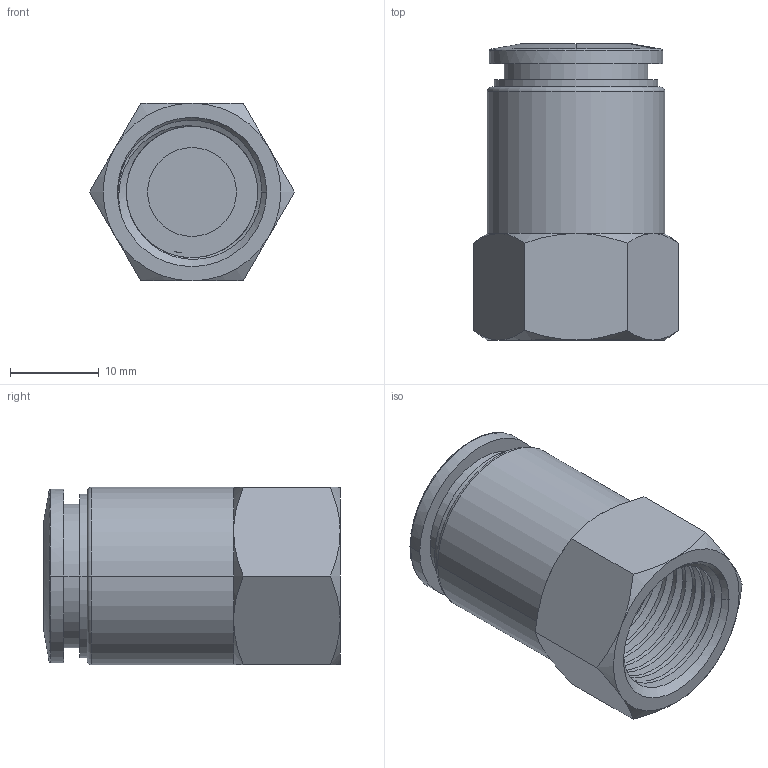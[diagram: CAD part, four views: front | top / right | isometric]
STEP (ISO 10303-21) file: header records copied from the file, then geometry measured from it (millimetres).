
FILE_DESCRIPTION((''),'2;1');
FILE_NAME('PCF12-G03_ASM','2023-10-23T22:28:29',('wang'),(''),'CREO PARAMETRIC BY PTC INC, 2023073','CREO PARAMETRIC BY PTC INC, 2023073','');
FILE_SCHEMA(('CONFIG_CONTROL_DESIGN','SHAPE_APPEARANCE_LAYERS_GROUPS'));
Length unit declared in the file: millimetre
Products named in the file (6): PCF12-G03; 12_1_1_2_1_; 12_1_1_2_2_; 12_1_1_2_3_; C120_ASM; PCF12-G03_ASM
Assembly tree (5 placements, depth 3):
  PCF12-G03_ASM
    PCF12-G03
    C120_ASM
      12_1_1_2_1_
      12_1_1_2_2_
      12_1_1_2_3_
Bounding box: 23.09 x 33.36 x 20 mm (x, y, z)
Volume: 5215.4 mm3; surface area: 6100.7 mm2
Topology: 5 solids, 5 shells, 129 faces, 323 edges, 209 vertices
Faces by surface type: cylinder 39, plane 34, cone 28, extrusion 16, bspline 6, torus 6
Entity records: 6222 total; most frequent: CARTESIAN_POINT 2757, ORIENTED_EDGE 646, DIRECTION 541, EDGE_CURVE 323, AXIS2_PLACEMENT_3D 214, VERTEX_POINT 209, B_SPLINE_CURVE_WITH_KNOTS 149, EDGE_LOOP 138
